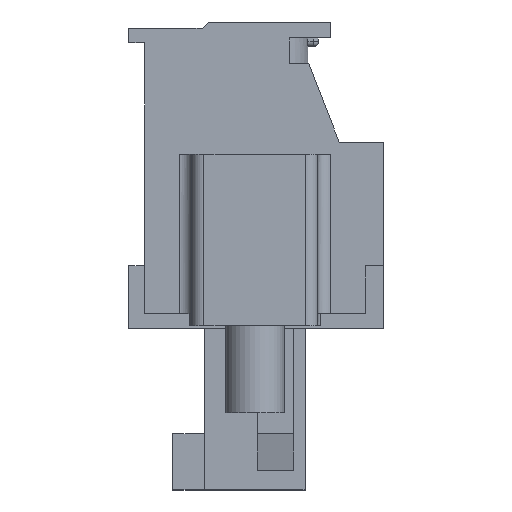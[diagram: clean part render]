
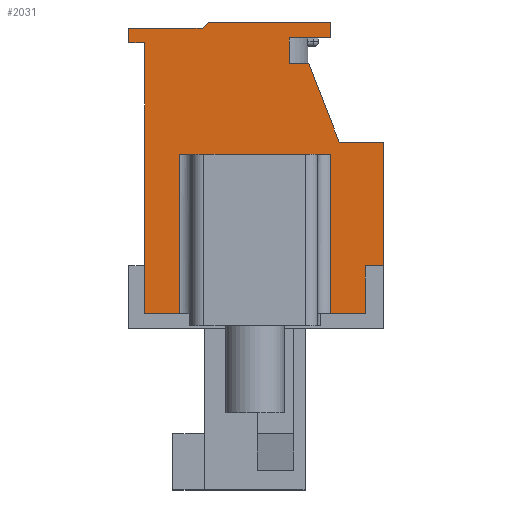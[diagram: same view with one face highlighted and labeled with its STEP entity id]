
A CAD part, left-side view. The second image highlights one B-rep face of the part: STEP entity #2031.
In plain terms, the highlighted planar face has unit normal (-1, 0, 0).
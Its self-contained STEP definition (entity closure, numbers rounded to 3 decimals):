
#2031 = ADVANCED_FACE( '', ( #4543 ), #4544, .T. );
#4543 = FACE_OUTER_BOUND( '', #7719, .T. );
#4544 = PLANE( '', #7720 );
#7719 = EDGE_LOOP( '', ( #13033, #13034, #13035, #13036, #13037, #13038, #13039, #13040, #13041, #13042, #13043, #13044, #13045, #13046, #13047, #13048, #13049, #13050, #13051, #13052 ) );
#7720 = AXIS2_PLACEMENT_3D( '', #13053, #13054, #13055 );
#13033 = ORIENTED_EDGE( '', *, *, #20441, .F. );
#13034 = ORIENTED_EDGE( '', *, *, #19503, .T. );
#13035 = ORIENTED_EDGE( '', *, *, #21225, .T. );
#13036 = ORIENTED_EDGE( '', *, *, #21226, .T. );
#13037 = ORIENTED_EDGE( '', *, *, #19935, .T. );
#13038 = ORIENTED_EDGE( '', *, *, #21202, .T. );
#13039 = ORIENTED_EDGE( '', *, *, #21227, .T. );
#13040 = ORIENTED_EDGE( '', *, *, #20840, .T. );
#13041 = ORIENTED_EDGE( '', *, *, #19531, .F. );
#13042 = ORIENTED_EDGE( '', *, *, #21228, .T. );
#13043 = ORIENTED_EDGE( '', *, *, #20521, .T. );
#13044 = ORIENTED_EDGE( '', *, *, #21063, .T. );
#13045 = ORIENTED_EDGE( '', *, *, #21229, .T. );
#13046 = ORIENTED_EDGE( '', *, *, #21230, .T. );
#13047 = ORIENTED_EDGE( '', *, *, #21231, .T. );
#13048 = ORIENTED_EDGE( '', *, *, #21232, .T. );
#13049 = ORIENTED_EDGE( '', *, *, #20726, .T. );
#13050 = ORIENTED_EDGE( '', *, *, #21233, .T. );
#13051 = ORIENTED_EDGE( '', *, *, #21234, .T. );
#13052 = ORIENTED_EDGE( '', *, *, #21235, .T. );
#13053 = CARTESIAN_POINT( '', ( -15.24, 0., 0. ) );
#13054 = DIRECTION( '', ( -1., 0., 0. ) );
#13055 = DIRECTION( '', ( 0., 0., 1. ) );
#19503 = EDGE_CURVE( '', #23381, #23379, #23382, .F. );
#19531 = EDGE_CURVE( '', #23431, #23432, #23433, .T. );
#19935 = EDGE_CURVE( '', #24149, #24147, #24150, .T. );
#20441 = EDGE_CURVE( '', #23381, #25001, #25002, .T. );
#20521 = EDGE_CURVE( '', #25131, #25129, #25132, .T. );
#20726 = EDGE_CURVE( '', #25474, #25475, #25476, .T. );
#20840 = EDGE_CURVE( '', #25659, #23432, #25660, .T. );
#21063 = EDGE_CURVE( '', #25129, #26006, #26007, .T. );
#21202 = EDGE_CURVE( '', #24147, #26217, #26219, .T. );
#21225 = EDGE_CURVE( '', #23379, #26256, #26257, .T. );
#21226 = EDGE_CURVE( '', #26256, #24149, #26258, .T. );
#21227 = EDGE_CURVE( '', #26217, #25659, #26259, .T. );
#21228 = EDGE_CURVE( '', #23431, #25131, #26260, .T. );
#21229 = EDGE_CURVE( '', #26006, #26261, #26262, .T. );
#21230 = EDGE_CURVE( '', #26261, #26263, #26264, .T. );
#21231 = EDGE_CURVE( '', #26263, #26265, #26266, .T. );
#21232 = EDGE_CURVE( '', #26265, #25474, #26267, .T. );
#21233 = EDGE_CURVE( '', #25475, #26268, #26269, .T. );
#21234 = EDGE_CURVE( '', #26268, #26270, #26271, .T. );
#21235 = EDGE_CURVE( '', #26270, #25001, #26272, .T. );
#23379 = VERTEX_POINT( '', #29041 );
#23381 = VERTEX_POINT( '', #29043 );
#23382 = LINE( '', #29044, #29045 );
#23431 = VERTEX_POINT( '', #29110 );
#23432 = VERTEX_POINT( '', #29111 );
#23433 = LINE( '', #29112, #29113 );
#24147 = VERTEX_POINT( '', #30137 );
#24149 = VERTEX_POINT( '', #30140 );
#24150 = LINE( '', #30141, #30142 );
#25001 = VERTEX_POINT( '', #31375 );
#25002 = LINE( '', #31376, #31377 );
#25129 = VERTEX_POINT( '', #31569 );
#25131 = VERTEX_POINT( '', #31572 );
#25132 = LINE( '', #31573, #31574 );
#25474 = VERTEX_POINT( '', #32062 );
#25475 = VERTEX_POINT( '', #32063 );
#25476 = LINE( '', #32064, #32065 );
#25659 = VERTEX_POINT( '', #32334 );
#25660 = LINE( '', #32335, #32336 );
#26006 = VERTEX_POINT( '', #32851 );
#26007 = LINE( '', #32852, #32853 );
#26217 = VERTEX_POINT( '', #33166 );
#26219 = LINE( '', #33169, #33170 );
#26256 = VERTEX_POINT( '', #33226 );
#26257 = LINE( '', #33227, #33228 );
#26258 = LINE( '', #33229, #33230 );
#26259 = LINE( '', #33231, #33232 );
#26260 = LINE( '', #33233, #33234 );
#26261 = VERTEX_POINT( '', #33235 );
#26262 = LINE( '', #33236, #33237 );
#26263 = VERTEX_POINT( '', #33238 );
#26264 = LINE( '', #33239, #33240 );
#26265 = VERTEX_POINT( '', #33241 );
#26266 = LINE( '', #33242, #33243 );
#26267 = LINE( '', #33244, #33245 );
#26268 = VERTEX_POINT( '', #33246 );
#26269 = LINE( '', #33247, #33248 );
#26270 = VERTEX_POINT( '', #33249 );
#26271 = LINE( '', #33250, #33251 );
#26272 = LINE( '', #33252, #33253 );
#29041 = CARTESIAN_POINT( '', ( -15.24, -3.075, -5.525 ) );
#29043 = CARTESIAN_POINT( '', ( -15.24, -3.075, 0.975 ) );
#29044 = CARTESIAN_POINT( '', ( -15.24, -3.075, -5.525 ) );
#29045 = VECTOR( '', #36958, 1000. );
#29110 = CARTESIAN_POINT( '', ( -15.24, -1.4, 4.675 ) );
#29111 = CARTESIAN_POINT( '', ( -15.24, -2.2, 4.675 ) );
#29112 = CARTESIAN_POINT( '', ( -15.24, -1.4, 4.675 ) );
#29113 = VECTOR( '', #36993, 1000. );
#30137 = CARTESIAN_POINT( '', ( -15.24, -5.25, -3.575 ) );
#30140 = CARTESIAN_POINT( '', ( -15.24, -4.5, -3.575 ) );
#30141 = CARTESIAN_POINT( '', ( -15.24, -4.5, -3.575 ) );
#30142 = VECTOR( '', #37401, 1000. );
#31375 = CARTESIAN_POINT( '', ( -15.24, 3.075, 0.975 ) );
#31376 = CARTESIAN_POINT( '', ( -15.24, -2.575, 0.975 ) );
#31377 = VECTOR( '', #37912, 1000. );
#31569 = CARTESIAN_POINT( '', ( -15.24, -3.1, 5.725 ) );
#31572 = CARTESIAN_POINT( '', ( -15.24, -1.4, 5.725 ) );
#31573 = CARTESIAN_POINT( '', ( -15.24, -2.2, 5.725 ) );
#31574 = VECTOR( '', #37983, 1000. );
#32062 = CARTESIAN_POINT( '', ( -15.24, 5.15, 5.525 ) );
#32063 = CARTESIAN_POINT( '', ( -15.24, 4.5, 5.525 ) );
#32064 = CARTESIAN_POINT( '', ( -15.24, 5.15, 5.525 ) );
#32065 = VECTOR( '', #38214, 1000. );
#32334 = CARTESIAN_POINT( '', ( -15.24, -3.45, 1.475 ) );
#32335 = CARTESIAN_POINT( '', ( -15.24, -3.45, 1.475 ) );
#32336 = VECTOR( '', #38324, 1000. );
#32851 = CARTESIAN_POINT( '', ( -15.24, -3.1, 6.375 ) );
#32852 = CARTESIAN_POINT( '', ( -15.24, -3.1, 5.725 ) );
#32853 = VECTOR( '', #38543, 1000. );
#33166 = CARTESIAN_POINT( '', ( -15.24, -5.25, 1.475 ) );
#33169 = CARTESIAN_POINT( '', ( -15.24, -5.25, -3.575 ) );
#33170 = VECTOR( '', #38661, 1000. );
#33226 = CARTESIAN_POINT( '', ( -15.24, -4.5, -5.525 ) );
#33227 = CARTESIAN_POINT( '', ( -15.24, 4.5, -5.525 ) );
#33228 = VECTOR( '', #38684, 1000. );
#33229 = CARTESIAN_POINT( '', ( -15.24, -4.5, -5.525 ) );
#33230 = VECTOR( '', #38685, 1000. );
#33231 = CARTESIAN_POINT( '', ( -15.24, -5.25, 1.475 ) );
#33232 = VECTOR( '', #38686, 1000. );
#33233 = CARTESIAN_POINT( '', ( -15.24, -1.4, 4.675 ) );
#33234 = VECTOR( '', #38687, 1000. );
#33235 = CARTESIAN_POINT( '', ( -15.24, 1.9, 6.375 ) );
#33236 = CARTESIAN_POINT( '', ( -15.24, -3.1, 6.375 ) );
#33237 = VECTOR( '', #38688, 1000. );
#33238 = CARTESIAN_POINT( '', ( -15.24, 2.153, 6.125 ) );
#33239 = CARTESIAN_POINT( '', ( -15.24, 1.9, 6.375 ) );
#33240 = VECTOR( '', #38689, 1000. );
#33241 = CARTESIAN_POINT( '', ( -15.24, 5.15, 6.125 ) );
#33242 = CARTESIAN_POINT( '', ( -15.24, 2.153, 6.125 ) );
#33243 = VECTOR( '', #38690, 1000. );
#33244 = CARTESIAN_POINT( '', ( -15.24, 5.15, 6.125 ) );
#33245 = VECTOR( '', #38691, 1000. );
#33246 = CARTESIAN_POINT( '', ( -15.24, 4.5, -5.525 ) );
#33247 = CARTESIAN_POINT( '', ( -15.24, 4.5, 5.525 ) );
#33248 = VECTOR( '', #38692, 1000. );
#33249 = CARTESIAN_POINT( '', ( -15.24, 3.075, -5.525 ) );
#33250 = CARTESIAN_POINT( '', ( -15.24, 4.5, -5.525 ) );
#33251 = VECTOR( '', #38693, 1000. );
#33252 = CARTESIAN_POINT( '', ( -15.24, 3.075, 0. ) );
#33253 = VECTOR( '', #38694, 1000. );
#36958 = DIRECTION( '', ( 0., 0., 1. ) );
#36993 = DIRECTION( '', ( 0., -1., 0. ) );
#37401 = DIRECTION( '', ( 0., -1., 0. ) );
#37912 = DIRECTION( '', ( 0., 1., 0. ) );
#37983 = DIRECTION( '', ( 0., -1., 0. ) );
#38214 = DIRECTION( '', ( 0., -1., 0. ) );
#38324 = DIRECTION( '', ( 0., 0.364, 0.931 ) );
#38543 = DIRECTION( '', ( 0., 0., 1. ) );
#38661 = DIRECTION( '', ( 0., 0., 1. ) );
#38684 = DIRECTION( '', ( 0., -1., 0. ) );
#38685 = DIRECTION( '', ( 0., 0., 1. ) );
#38686 = DIRECTION( '', ( 0., 1., 0. ) );
#38687 = DIRECTION( '', ( 0., 0., 1. ) );
#38688 = DIRECTION( '', ( 0., 1., 0. ) );
#38689 = DIRECTION( '', ( 0., 0.711, -0.704 ) );
#38690 = DIRECTION( '', ( 0., 1., 0. ) );
#38691 = DIRECTION( '', ( 0., 0., -1. ) );
#38692 = DIRECTION( '', ( 0., 0., -1. ) );
#38693 = DIRECTION( '', ( 0., -1., 0. ) );
#38694 = DIRECTION( '', ( 0., 0., 1. ) );
